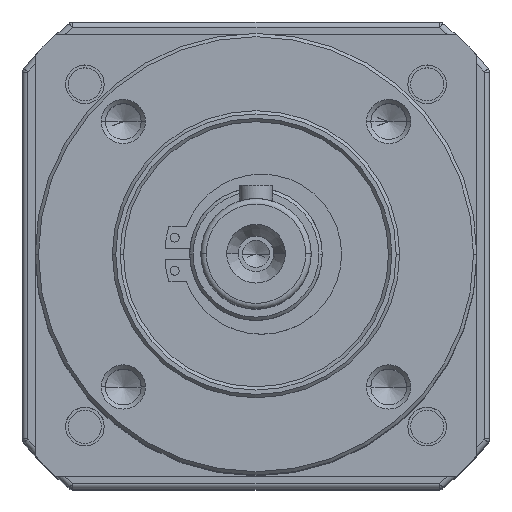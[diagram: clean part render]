
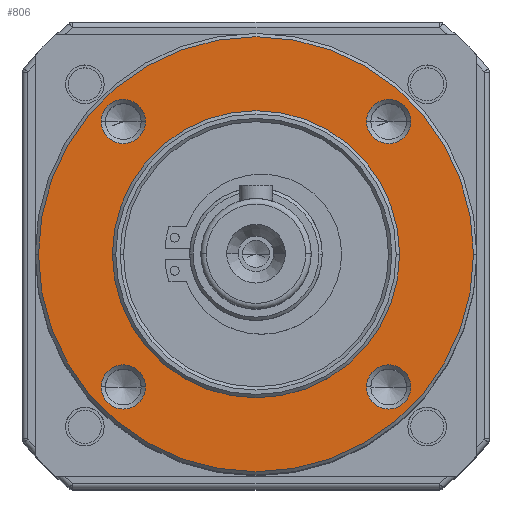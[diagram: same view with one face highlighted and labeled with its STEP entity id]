
A CAD part, top view. The second image highlights one B-rep face of the part: STEP entity #806.
In plain terms, the highlighted planar face has unit normal (0, 0, 1).
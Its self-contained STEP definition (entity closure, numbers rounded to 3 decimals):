
#12 = ORIENTED_EDGE ( 'NONE', *, *, #5152, .T. ) ;
#13 = ORIENTED_EDGE ( 'NONE', *, *, #904, .F. ) ;
#14 = ORIENTED_EDGE ( 'NONE', *, *, #5146, .F. ) ;
#528 = CIRCLE ( 'NONE', #529, 13. ) ;
#529 = AXIS2_PLACEMENT_3D ( 'NONE', #4002, #4003, #4004 ) ;
#687 = AXIS2_PLACEMENT_3D ( 'NONE', #5238, #5239, #5240 ) ;
#806 = ADVANCED_FACE ( 'NONE', ( #4290, #4291, #4292, #4293, #4294, #4295 ), #2576, .T. ) ;
#865 = EDGE_CURVE ( 'NONE', #1564, #1563, #3437, .T. ) ;
#870 = EDGE_CURVE ( 'NONE', #4845, #4842, #5272, .T. ) ;
#879 = EDGE_CURVE ( 'NONE', #4822, #4832, #4120, .T. ) ;
#885 = EDGE_CURVE ( 'NONE', #1537, #4852, #5247, .T. ) ;
#893 = EDGE_CURVE ( 'NONE', #1523, #1530, #528, .T. ) ;
#904 = EDGE_CURVE ( 'NONE', #1606, #1607, #4123, .T. ) ;
#1387 = ORIENTED_EDGE ( 'NONE', *, *, #865, .T. ) ;
#1388 = ORIENTED_EDGE ( 'NONE', *, *, #5148, .T. ) ;
#1389 = ORIENTED_EDGE ( 'NONE', *, *, #870, .T. ) ;
#1390 = ORIENTED_EDGE ( 'NONE', *, *, #5149, .T. ) ;
#1391 = ORIENTED_EDGE ( 'NONE', *, *, #879, .T. ) ;
#1392 = ORIENTED_EDGE ( 'NONE', *, *, #5150, .T. ) ;
#1393 = ORIENTED_EDGE ( 'NONE', *, *, #885, .T. ) ;
#1394 = ORIENTED_EDGE ( 'NONE', *, *, #5151, .T. ) ;
#1395 = ORIENTED_EDGE ( 'NONE', *, *, #893, .T. ) ;
#1523 = VERTEX_POINT ( 'NONE', #2049 ) ;
#1530 = VERTEX_POINT ( 'NONE', #2056 ) ;
#1537 = VERTEX_POINT ( 'NONE', #2063 ) ;
#1563 = VERTEX_POINT ( 'NONE', #2089 ) ;
#1564 = VERTEX_POINT ( 'NONE', #2090 ) ;
#1606 = VERTEX_POINT ( 'NONE', #2132 ) ;
#1607 = VERTEX_POINT ( 'NONE', #2133 ) ;
#1798 = CARTESIAN_POINT ( 'NONE',  ( 0., 0., 115.8 ) ) ;
#1799 = DIRECTION ( 'NONE',  ( 0., 0., -1. ) ) ;
#1800 = DIRECTION ( 'NONE',  ( -1., 0., 0. ) ) ;
#1804 = CARTESIAN_POINT ( 'NONE',  ( 12.021, -12.021, 115.8 ) ) ;
#1805 = DIRECTION ( 'NONE',  ( 0., 0., -1. ) ) ;
#1806 = DIRECTION ( 'NONE',  ( 1., 0., 0. ) ) ;
#1807 = CARTESIAN_POINT ( 'NONE',  ( -12.021, -12.021, 115.8 ) ) ;
#1808 = DIRECTION ( 'NONE',  ( 0., 0., -1. ) ) ;
#1809 = DIRECTION ( 'NONE',  ( 1., 0., 0. ) ) ;
#1810 = CARTESIAN_POINT ( 'NONE',  ( -12.021, 12.021, 115.8 ) ) ;
#1811 = DIRECTION ( 'NONE',  ( 0., 0., -1. ) ) ;
#1812 = DIRECTION ( 'NONE',  ( 1., 0., 0. ) ) ;
#1813 = CARTESIAN_POINT ( 'NONE',  ( 12.021, 12.021, 115.8 ) ) ;
#1814 = DIRECTION ( 'NONE',  ( 0., 0., -1. ) ) ;
#1815 = DIRECTION ( 'NONE',  ( 1., 0., 0. ) ) ;
#1816 = CARTESIAN_POINT ( 'NONE',  ( 0., 0., 115.8 ) ) ;
#1817 = DIRECTION ( 'NONE',  ( 0., 0., -1. ) ) ;
#1818 = DIRECTION ( 'NONE',  ( -1., 0., 0. ) ) ;
#2049 = CARTESIAN_POINT ( 'NONE',  ( -13., 0., 115.8 ) ) ;
#2056 = CARTESIAN_POINT ( 'NONE',  ( 13., 0., 115.8 ) ) ;
#2063 = CARTESIAN_POINT ( 'NONE',  ( 14.021, 12.021, 115.8 ) ) ;
#2089 = CARTESIAN_POINT ( 'NONE',  ( 10.021, -12.021, 115.8 ) ) ;
#2090 = CARTESIAN_POINT ( 'NONE',  ( 14.021, -12.021, 115.8 ) ) ;
#2132 = CARTESIAN_POINT ( 'NONE',  ( -19.7, 0., 115.8 ) ) ;
#2133 = CARTESIAN_POINT ( 'NONE',  ( 19.7, 0., 115.8 ) ) ;
#2221 = CIRCLE ( 'NONE', #2228, 19.7 ) ;
#2225 = CIRCLE ( 'NONE', #2232, 2. ) ;
#2227 = CIRCLE ( 'NONE', #2234, 2. ) ;
#2228 = AXIS2_PLACEMENT_3D ( 'NONE', #1798, #1799, #1800 ) ;
#2229 = CIRCLE ( 'NONE', #2236, 2. ) ;
#2231 = CIRCLE ( 'NONE', #2238, 2. ) ;
#2232 = AXIS2_PLACEMENT_3D ( 'NONE', #1804, #1805, #1806 ) ;
#2233 = CIRCLE ( 'NONE', #2240, 13. ) ;
#2234 = AXIS2_PLACEMENT_3D ( 'NONE', #1807, #1808, #1809 ) ;
#2236 = AXIS2_PLACEMENT_3D ( 'NONE', #1810, #1811, #1812 ) ;
#2238 = AXIS2_PLACEMENT_3D ( 'NONE', #1813, #1814, #1815 ) ;
#2240 = AXIS2_PLACEMENT_3D ( 'NONE', #1816, #1817, #1818 ) ;
#2576 = PLANE ( 'NONE',  #687 ) ;
#3053 = CARTESIAN_POINT ( 'NONE',  ( -10.021, 12.021, 115.8 ) ) ;
#3063 = CARTESIAN_POINT ( 'NONE',  ( -14.021, 12.021, 115.8 ) ) ;
#3073 = CARTESIAN_POINT ( 'NONE',  ( -14.021, -12.021, 115.8 ) ) ;
#3076 = CARTESIAN_POINT ( 'NONE',  ( -10.021, -12.021, 115.8 ) ) ;
#3083 = CARTESIAN_POINT ( 'NONE',  ( 10.021, 12.021, 115.8 ) ) ;
#3433 = AXIS2_PLACEMENT_3D ( 'NONE', #4233, #4234, #4235 ) ;
#3437 = CIRCLE ( 'NONE', #3433, 2. ) ;
#3982 = CARTESIAN_POINT ( 'NONE',  ( 12.021, 12.021, 115.8 ) ) ;
#3983 = DIRECTION ( 'NONE',  ( 0., 0., -1. ) ) ;
#3984 = DIRECTION ( 'NONE',  ( 1., 0., 0. ) ) ;
#4002 = CARTESIAN_POINT ( 'NONE',  ( 0., 0., 115.8 ) ) ;
#4003 = DIRECTION ( 'NONE',  ( 0., 0., -1. ) ) ;
#4004 = DIRECTION ( 'NONE',  ( -1., 0., 0. ) ) ;
#4028 = CARTESIAN_POINT ( 'NONE',  ( 0., 0., 115.8 ) ) ;
#4029 = DIRECTION ( 'NONE',  ( 0., 0., -1. ) ) ;
#4030 = DIRECTION ( 'NONE',  ( -1., 0., 0. ) ) ;
#4120 = CIRCLE ( 'NONE', #5270, 2. ) ;
#4123 = CIRCLE ( 'NONE', #4125, 19.7 ) ;
#4125 = AXIS2_PLACEMENT_3D ( 'NONE', #4028, #4029, #4030 ) ;
#4233 = CARTESIAN_POINT ( 'NONE',  ( 12.021, -12.021, 115.8 ) ) ;
#4234 = DIRECTION ( 'NONE',  ( 0., 0., -1. ) ) ;
#4235 = DIRECTION ( 'NONE',  ( 1., 0., 0. ) ) ;
#4245 = CARTESIAN_POINT ( 'NONE',  ( -12.021, -12.021, 115.8 ) ) ;
#4246 = DIRECTION ( 'NONE',  ( 0., 0., -1. ) ) ;
#4247 = DIRECTION ( 'NONE',  ( 1., 0., 0. ) ) ;
#4267 = CARTESIAN_POINT ( 'NONE',  ( -12.021, 12.021, 115.8 ) ) ;
#4268 = DIRECTION ( 'NONE',  ( 0., 0., -1. ) ) ;
#4269 = DIRECTION ( 'NONE',  ( 1., 0., 0. ) ) ;
#4290 = FACE_BOUND ( 'NONE', #4434, .T. ) ;
#4291 = FACE_BOUND ( 'NONE', #4430, .T. ) ;
#4292 = FACE_BOUND ( 'NONE', #4421, .T. ) ;
#4293 = FACE_BOUND ( 'NONE', #4439, .T. ) ;
#4294 = FACE_BOUND ( 'NONE', #4443, .T. ) ;
#4295 = FACE_OUTER_BOUND ( 'NONE', #4438, .T. ) ;
#4421 = EDGE_LOOP ( 'NONE', ( #1391, #1392 ) ) ;
#4430 = EDGE_LOOP ( 'NONE', ( #1389, #1390 ) ) ;
#4434 = EDGE_LOOP ( 'NONE', ( #1387, #1388 ) ) ;
#4438 = EDGE_LOOP ( 'NONE', ( #13, #14 ) ) ;
#4439 = EDGE_LOOP ( 'NONE', ( #1393, #1394 ) ) ;
#4443 = EDGE_LOOP ( 'NONE', ( #1395, #12 ) ) ;
#4822 = VERTEX_POINT ( 'NONE', #3053 ) ;
#4832 = VERTEX_POINT ( 'NONE', #3063 ) ;
#4842 = VERTEX_POINT ( 'NONE', #3073 ) ;
#4845 = VERTEX_POINT ( 'NONE', #3076 ) ;
#4852 = VERTEX_POINT ( 'NONE', #3083 ) ;
#5146 = EDGE_CURVE ( 'NONE', #1607, #1606, #2221, .T. ) ;
#5148 = EDGE_CURVE ( 'NONE', #1563, #1564, #2225, .T. ) ;
#5149 = EDGE_CURVE ( 'NONE', #4842, #4845, #2227, .T. ) ;
#5150 = EDGE_CURVE ( 'NONE', #4832, #4822, #2229, .T. ) ;
#5151 = EDGE_CURVE ( 'NONE', #4852, #1537, #2231, .T. ) ;
#5152 = EDGE_CURVE ( 'NONE', #1530, #1523, #2233, .T. ) ;
#5238 = CARTESIAN_POINT ( 'NONE',  ( -20.094, -19.7, 115.8 ) ) ;
#5239 = DIRECTION ( 'NONE',  ( 0., 0., 1. ) ) ;
#5240 = DIRECTION ( 'NONE',  ( 1., 0., 0. ) ) ;
#5247 = CIRCLE ( 'NONE', #5312, 2. ) ;
#5270 = AXIS2_PLACEMENT_3D ( 'NONE', #4267, #4268, #4269 ) ;
#5272 = CIRCLE ( 'NONE', #5275, 2. ) ;
#5275 = AXIS2_PLACEMENT_3D ( 'NONE', #4245, #4246, #4247 ) ;
#5312 = AXIS2_PLACEMENT_3D ( 'NONE', #3982, #3983, #3984 ) ;
